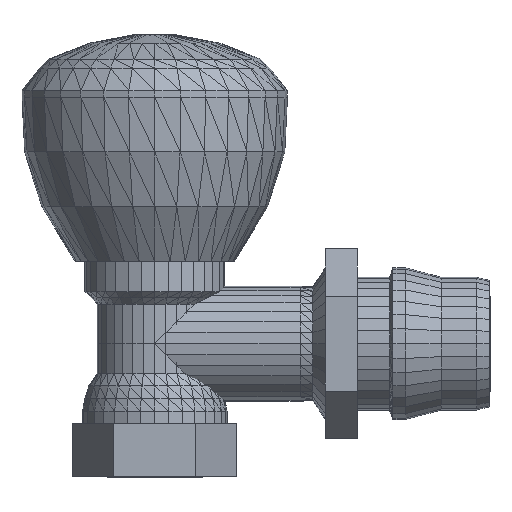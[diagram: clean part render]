
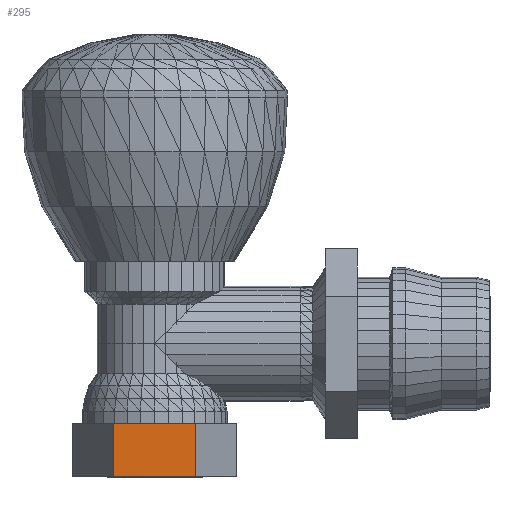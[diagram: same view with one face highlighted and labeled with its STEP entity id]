
A CAD part, front view. The second image highlights one B-rep face of the part: STEP entity #295.
In plain terms, the highlighted planar face has unit normal (0, -1, 0).
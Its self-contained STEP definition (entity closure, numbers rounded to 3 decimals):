
#49=DIRECTION('',(0.,0.,1.));
#50=VECTOR('',#49,8.4);
#51=CARTESIAN_POINT('',(-22.522,-11.258,-34.724));
#52=LINE('',#51,#50);
#65=DIRECTION('',(1.,0.,0.));
#66=VECTOR('',#65,13.);
#67=CARTESIAN_POINT('',(-22.522,-11.258,-34.724));
#68=LINE('',#67,#66);
#69=DIRECTION('',(0.,0.,1.));
#70=VECTOR('',#69,8.4);
#71=CARTESIAN_POINT('',(-9.522,-11.258,-34.724));
#72=LINE('',#71,#70);
#73=DIRECTION('',(1.,0.,0.));
#74=VECTOR('',#73,13.);
#75=CARTESIAN_POINT('',(-22.522,-11.258,-26.324));
#76=LINE('',#75,#74);
#122=CARTESIAN_POINT('',(-9.522,-11.258,-34.724));
#124=VERTEX_POINT('',#122);
#133=CARTESIAN_POINT('',(-22.522,-11.258,-34.724));
#134=VERTEX_POINT('',#133);
#135=CARTESIAN_POINT('',(-9.522,-11.258,-26.324));
#136=VERTEX_POINT('',#135);
#139=CARTESIAN_POINT('',(-22.522,-11.258,-26.324));
#140=VERTEX_POINT('',#139);
#282=CARTESIAN_POINT('',(-16.022,-11.258,-30.524));
#283=DIRECTION('',(0.,1.,0.));
#284=DIRECTION('',(0.,0.,-1.));
#285=AXIS2_PLACEMENT_3D('',#282,#283,#284);
#286=PLANE('',#285);
#287=ORIENTED_EDGE('',*,*,#274,.F.);
#288=ORIENTED_EDGE('',*,*,#252,.T.);
#290=ORIENTED_EDGE('',*,*,#289,.T.);
#292=ORIENTED_EDGE('',*,*,#291,.F.);
#293=EDGE_LOOP('',(#287,#288,#290,#292));
#294=FACE_OUTER_BOUND('',#293,.F.);
#295=ADVANCED_FACE('',(#294),#286,.F.);
#252=EDGE_CURVE('',#134,#140,#52,.T.);
#274=EDGE_CURVE('',#134,#124,#68,.T.);
#289=EDGE_CURVE('',#140,#136,#76,.T.);
#291=EDGE_CURVE('',#124,#136,#72,.T.);
